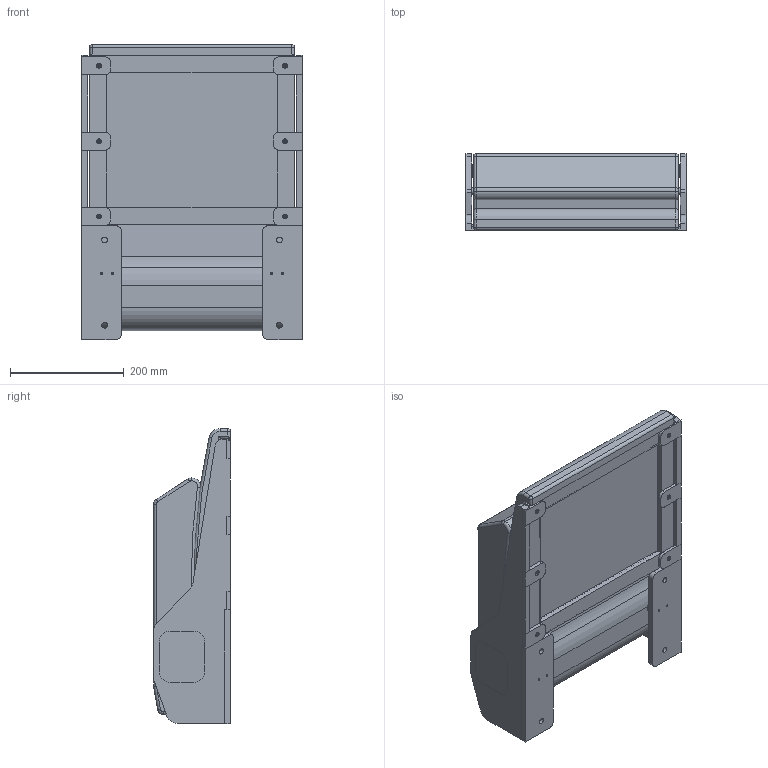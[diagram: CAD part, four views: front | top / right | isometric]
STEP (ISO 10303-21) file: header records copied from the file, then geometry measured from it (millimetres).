
FILE_DESCRIPTION(('FreeCAD Model'),'2;1');
FILE_NAME('Open CASCADE Shape Model','2025-05-04T19:35:18',('FreeCAD'),( 'FreeCAD'),'Open CASCADE STEP processor 7.6','FreeCAD','Unknown');
FILE_SCHEMA(('AUTOMOTIVE_DESIGN { 1 0 10303 214 1 1 1 1 }'));
Length unit declared in the file: millimetre
Products named in the file (1): Open CASCADE STEP translator 7.6 1
Bounding box: 387 x 135 x 518.5 mm (x, y, z)
Volume: 13750936.7 mm3; surface area: 2272196.6 mm2
Topology: 61 solids, 61 shells, 1087 faces, 2591 edges, 1626 vertices
Faces by surface type: plane 670, cylinder 257, cone 100, bspline 32, torus 22, sphere 6
Full cylindrical faces by diameter (mm): 3.475 x10, 4 x46, 4.2 x8, 4.5 x4, 7.53 x10, 8.4 x10, 10 x4, 11 x3, 11.5 x2, 17 x3, 18 x4, 20 x4, 22 x2, 28 x2
Entity records: 36241 total; most frequent: CARTESIAN_POINT 11319, ORIENTED_EDGE 5150, DIRECTION 5011, EDGE_CURVE 2575, AXIS2_PLACEMENT_3D 1700, VERTEX_POINT 1626, LINE 1611, VECTOR 1611
